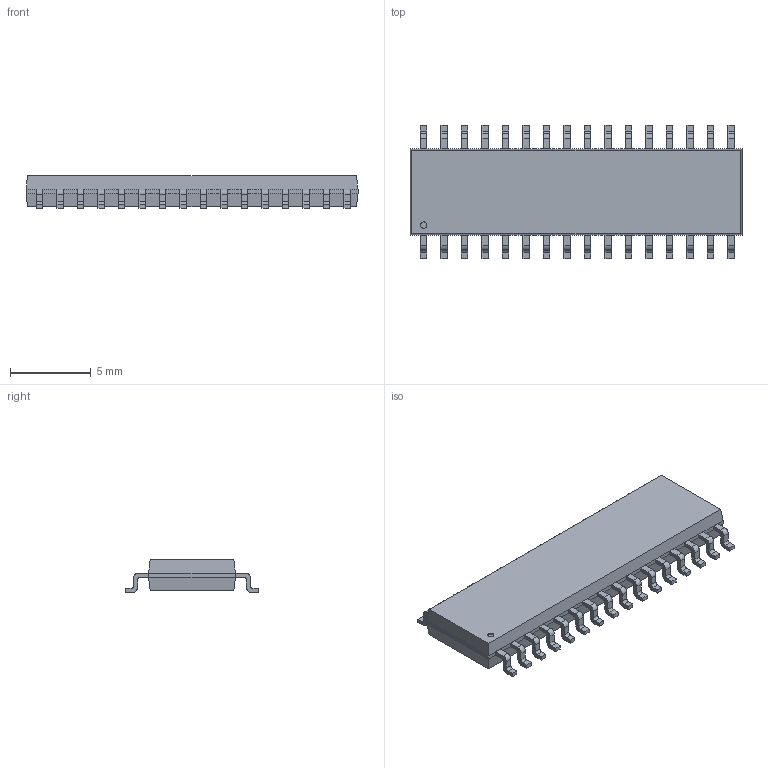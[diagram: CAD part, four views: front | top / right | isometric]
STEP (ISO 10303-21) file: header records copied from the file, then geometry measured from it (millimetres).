
FILE_DESCRIPTION(/* description */ (''),/* implementation_level */ '2;1');
FILE_NAME(/* name */ '5eff96d47c244518a3fd492a',/* time_stamp */ '2020-07-03T20:36:38+00:00',/* author */ (''),/* organization */ (''),/* preprocessor_version */ 'ST-DEVELOPER v16.7',/* originating_system */ $,/* authorisation */ $);
FILE_SCHEMA (('AUTOMOTIVE_DESIGN {1 0 10303 214 3 1 1}'));
Length unit declared in the file: metre
Products named in the file (33): Part 33; Part 32; Part 31; Part 30; Part 29; Part 28; Part 27; Part 26; Part 25; Part 24; Part 23; Part 22; Part 21; Part 20; Part 19; Part 18; Part 17; Part 16; Part 15; Part 14; Part 13; Part 12; Part 11; Part 10; Part 9; Part 8; Part 7; Part 6; Part 5; Part 4; Part 3; Part 2; Part 1
Bounding box: 20.57 x 8.26 x 2.03 mm (x, y, z)
Volume: 216.5 mm3; surface area: 409.9 mm2
Topology: 33 solids, 33 shells, 464 faces, 1183 edges, 786 vertices
Faces by surface type: plane 335, cylinder 129
Full cylindrical faces by diameter (mm): 0.4 x1
Entity records: 14802 total; most frequent: CARTESIAN_POINT 2465, DIRECTION 2434, ORIENTED_EDGE 2364, EDGE_CURVE 1182, LINE 924, VECTOR 924, VERTEX_POINT 786, AXIS2_PLACEMENT_3D 755
